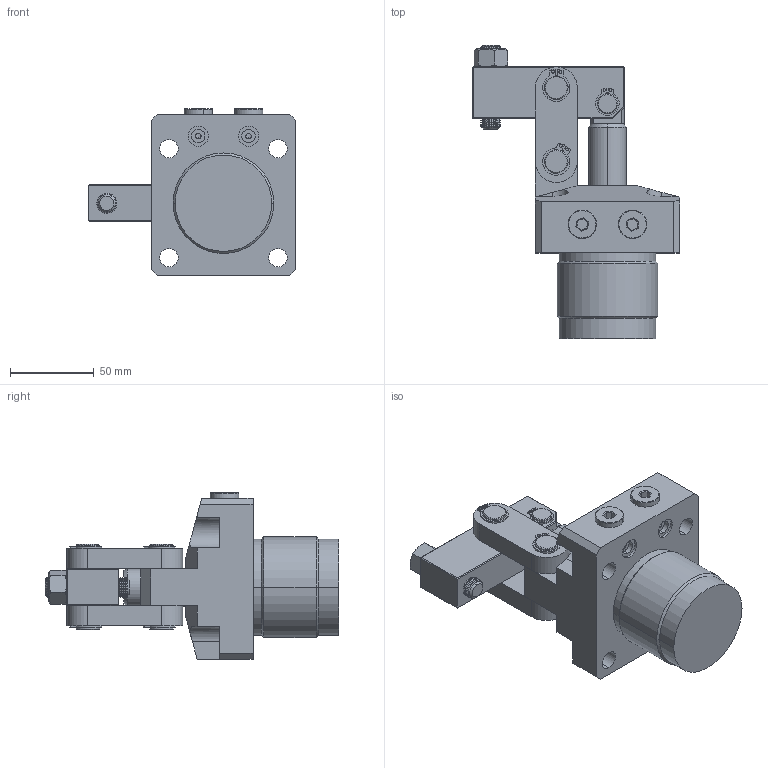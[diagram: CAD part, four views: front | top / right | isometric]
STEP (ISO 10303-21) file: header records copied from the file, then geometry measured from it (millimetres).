
FILE_DESCRIPTION (( 'STEP AP214' ), '1' );
FILE_NAME ('CCLW-16L杠杆式油压缸三维图.STEP', '2019-04-12T02:28:54', ( '' ), ( '' ), 'SwSTEP 2.0', 'SolidWorks 2016', '' );
FILE_SCHEMA (( 'AUTOMOTIVE_DESIGN' ));
Length unit declared in the file: millimetre
Products named in the file (12): CCLW-16L杠杆式油压缸三维图; hex nuts, style 1-grades ab gb_GB_FASTENER_NUT_SNAB1 M12-N; hex socket set screws with flat point gb_GB_FASTENER_SCREWS_HSFP M12X50-S; 13挡圈; 11挡圈; CLW16酗种粣; CLW16傻种粣; CLW16揤旋; CLW16蟀裝; CLW16活塞杆; G4煦1蹟黑; CCLW-16L-BT
Assembly tree (18 placements, depth 2):
  CCLW-16L杠杆式油压缸三维图
    CCLW-16L-BT
    G4煦1蹟黑  x2
    CLW16活塞杆
    CLW16蟀裝  x2
    CLW16揤旋
    CLW16傻种粣
    CLW16酗种粣  x2
    11挡圈  x2
    13挡圈  x4
    hex socket set screws with flat point gb_GB_FASTENER_SCREWS_HSFP M12X50-S
    hex nuts, style 1-grades ab gb_GB_FASTENER_NUT_SNAB1 M12-N
Bounding box: 123.5 x 174.8 x 99.4 mm (x, y, z)
Volume: 508531.3 mm3; surface area: 103159.5 mm2
Topology: 18 solids, 18 shells, 798 faces, 1828 edges, 1093 vertices
Faces by surface type: cylinder 319, cone 256, plane 205, bspline 10, torus 8
Entity records: 19233 total; most frequent: CARTESIAN_POINT 4439, DIRECTION 3232, ORIENTED_EDGE 2816, EDGE_CURVE 1408, AXIS2_PLACEMENT_3D 1258, VERTEX_POINT 823, LINE 716, VECTOR 716
